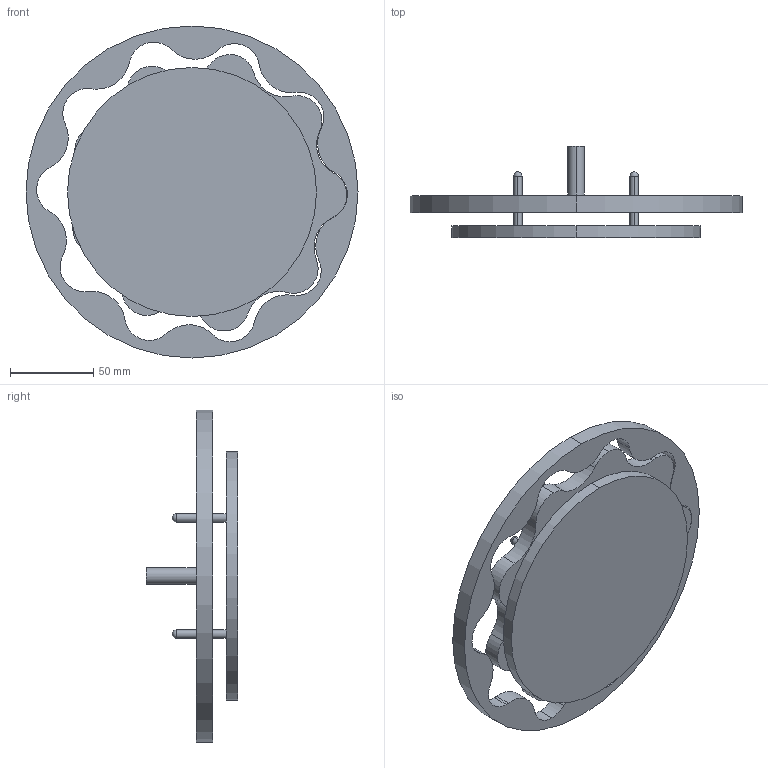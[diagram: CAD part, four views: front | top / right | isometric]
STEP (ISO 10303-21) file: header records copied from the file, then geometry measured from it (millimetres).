
FILE_DESCRIPTION (( 'STEP AP214' ), '1' );
FILE_NAME ('cycloidal_speed_reducer.STEP', '2025-11-02T12:09:23', ( '' ), ( '' ), 'SwSTEP 2.0', 'SolidWorks 2024', '' );
FILE_SCHEMA (( 'AUTOMOTIVE_DESIGN' ));
Length unit declared in the file: millimetre
Products named in the file (5): speed_reducer_1; cycloidal_speed_reducer; high_speed_reducer; driven_shaft; speed_reducer_2
Assembly tree (4 placements, depth 2):
  cycloidal_speed_reducer
    driven_shaft
    high_speed_reducer
    speed_reducer_1
    speed_reducer_2
Bounding box: 200 x 55 x 200 mm (x, y, z)
Volume: 373949.5 mm3; surface area: 114030.2 mm2
Topology: 4 solids, 4 shells, 89 faces, 240 edges, 160 vertices
Faces by surface type: cylinder 76, plane 9, sphere 4
Entity records: 2972 total; most frequent: DIRECTION 572, CARTESIAN_POINT 476, ORIENTED_EDGE 456, AXIS2_PLACEMENT_3D 248, EDGE_CURVE 228, VERTEX_POINT 152, CIRCLE 152, EDGE_LOOP 106
